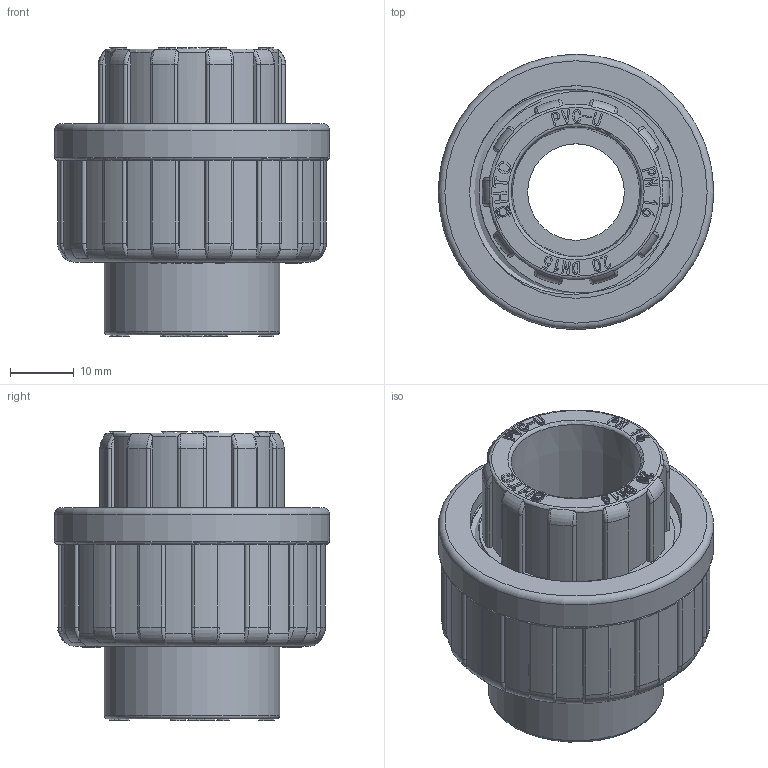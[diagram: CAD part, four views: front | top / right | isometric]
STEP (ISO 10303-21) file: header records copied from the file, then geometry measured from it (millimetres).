
FILE_DESCRIPTION(/* description */ (''),/* implementation_level */ '2;1');
FILE_NAME(/* name */ '20V型活接24.2.18.stp',/* time_stamp */ '2024-02-18T13:45:46+08:00',/* author */ (''),/* organization */ (''),/* preprocessor_version */ 'ST-DEVELOPER v16',/* originating_system */ 'SIEMENS PLM Software NX 10.0',/* authorisation */ '');
FILE_SCHEMA (('AUTOMOTIVE_DESIGN { 1 0 10303 214 3 1 1 1 }'));
Products named in the file (1): gelv15B43BB211p6
Bounding box: 43 x 43 x 45.3 mm (x, y, z)
Volume: 29361.1 mm3; surface area: 18554.4 mm2
Topology: 4 solids, 4 shells, 2366 faces, 6747 edges, 4471 vertices
Faces by surface type: plane 2105, cylinder 143, bspline 55, torus 37, extrusion 24, cone 2
Full cylindrical faces by diameter (mm): 1.226 x3, 1.635 x3, 15.1 x2, 19.8 x1, 20 x1, 26 x2, 27.4 x1, 27.7 x1, 30 x1, 30.291 x4, 33.249 x7, 43 x1
Entity records: 89172 total; most frequent: CARTESIAN_POINT 36124, ORIENTED_EDGE 13324, DIRECTION 7436, EDGE_CURVE 6662, VERTEX_POINT 4429, B_SPLINE_CURVE_WITH_KNOTS 4154, AXIS2_PLACEMENT_3D 2603, EDGE_LOOP 2477
